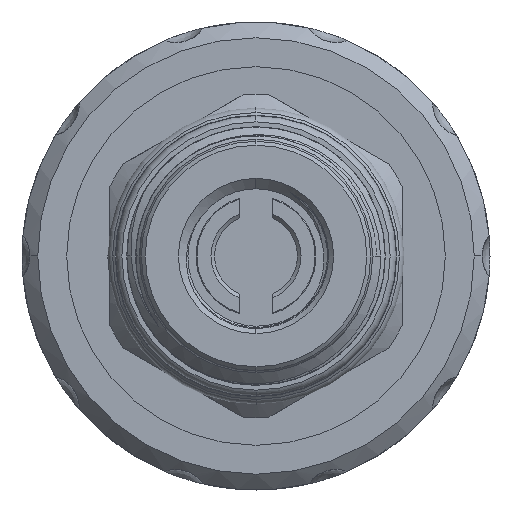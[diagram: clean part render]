
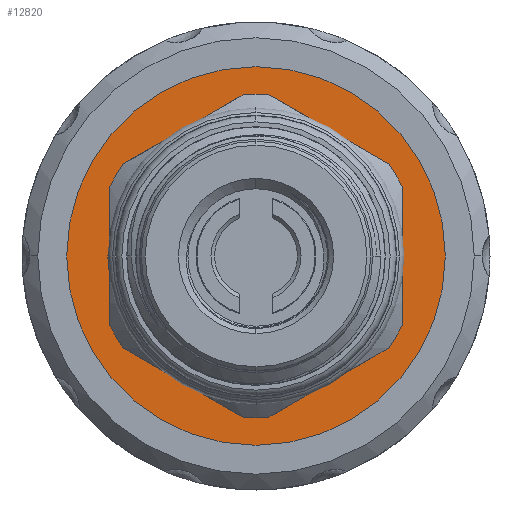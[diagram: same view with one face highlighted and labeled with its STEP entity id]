
A CAD part, left-side view. The second image highlights one B-rep face of the part: STEP entity #12820.
In plain terms, the highlighted planar face has unit normal (-1, 0, 0).
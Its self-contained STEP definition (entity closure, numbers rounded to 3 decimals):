
#210 = VERTEX_POINT ( 'NONE', #7021 ) ;
#304 = EDGE_CURVE ( 'NONE', #1359, #7084, #12705, .T. ) ;
#433 = DIRECTION ( 'NONE',  ( 0., -1., 0. ) ) ;
#550 = CIRCLE ( 'NONE', #6108, 11.11 ) ;
#817 = EDGE_CURVE ( 'NONE', #8689, #13103, #3382, .T. ) ;
#953 = VERTEX_POINT ( 'NONE', #7787 ) ;
#974 = CARTESIAN_POINT ( 'NONE',  ( 0., 0., 0. ) ) ;
#978 = ORIENTED_EDGE ( 'NONE', *, *, #9787, .T. ) ;
#1178 = DIRECTION ( 'NONE',  ( 1., 0., 0. ) ) ;
#1359 = VERTEX_POINT ( 'NONE', #15145 ) ;
#1606 = AXIS2_PLACEMENT_3D ( 'NONE', #11220, #13700, #3248 ) ;
#2124 = ORIENTED_EDGE ( 'NONE', *, *, #8929, .T. ) ;
#2491 = CARTESIAN_POINT ( 'NONE',  ( 0., -5.555, -9.622 ) ) ;
#2795 = AXIS2_PLACEMENT_3D ( 'NONE', #7467, #5073, #11318 ) ;
#2872 = EDGE_LOOP ( 'NONE', ( #11968, #4351, #3376, #14556, #9889, #978 ) ) ;
#2918 = CARTESIAN_POINT ( 'NONE',  ( 0., 0., 0. ) ) ;
#3118 = CARTESIAN_POINT ( 'NONE',  ( 0., 0., -14.4 ) ) ;
#3126 = CIRCLE ( 'NONE', #8316, 14.4 ) ;
#3248 = DIRECTION ( 'NONE',  ( 0., -1., 0. ) ) ;
#3375 = EDGE_CURVE ( 'NONE', #13103, #6089, #9216, .T. ) ;
#3376 = ORIENTED_EDGE ( 'NONE', *, *, #13108, .T. ) ;
#3382 = CIRCLE ( 'NONE', #10130, 11.11 ) ;
#3458 = DIRECTION ( 'NONE',  ( 0., 0., 1. ) ) ;
#3808 = EDGE_CURVE ( 'NONE', #10685, #953, #3126, .T. ) ;
#3818 = DIRECTION ( 'NONE',  ( -1., 0., 0. ) ) ;
#4196 = FACE_OUTER_BOUND ( 'NONE', #10922, .T. ) ;
#4351 = ORIENTED_EDGE ( 'NONE', *, *, #3375, .T. ) ;
#4904 = DIRECTION ( 'NONE',  ( 0., -1., 0. ) ) ;
#5073 = DIRECTION ( 'NONE',  ( 1., 0., 0. ) ) ;
#6089 = VERTEX_POINT ( 'NONE', #9930 ) ;
#6108 = AXIS2_PLACEMENT_3D ( 'NONE', #7662, #1178, #14103 ) ;
#6258 = CARTESIAN_POINT ( 'NONE',  ( 0., 0., 0. ) ) ;
#7021 = CARTESIAN_POINT ( 'NONE',  ( 0., -5.555, 9.622 ) ) ;
#7084 = VERTEX_POINT ( 'NONE', #12683 ) ;
#7371 = CARTESIAN_POINT ( 'NONE',  ( 0., 0., 0. ) ) ;
#7467 = CARTESIAN_POINT ( 'NONE',  ( 0., 0., 0. ) ) ;
#7612 = FACE_BOUND ( 'NONE', #2872, .T. ) ;
#7662 = CARTESIAN_POINT ( 'NONE',  ( 0., 0., 0. ) ) ;
#7787 = CARTESIAN_POINT ( 'NONE',  ( 0., 0., 14.4 ) ) ;
#8316 = AXIS2_PLACEMENT_3D ( 'NONE', #2918, #15859, #11838 ) ;
#8689 = VERTEX_POINT ( 'NONE', #10080 ) ;
#8724 = DIRECTION ( 'NONE',  ( -1., 0., 0. ) ) ;
#8929 = EDGE_CURVE ( 'NONE', #953, #10685, #12469, .T. ) ;
#9216 = CIRCLE ( 'NONE', #1606, 11.11 ) ;
#9630 = DIRECTION ( 'NONE',  ( 1., 0., 0. ) ) ;
#9787 = EDGE_CURVE ( 'NONE', #210, #8689, #14154, .T. ) ;
#9889 = ORIENTED_EDGE ( 'NONE', *, *, #10073, .T. ) ;
#9930 = CARTESIAN_POINT ( 'NONE',  ( 0., 5.555, -9.622 ) ) ;
#10073 = EDGE_CURVE ( 'NONE', #7084, #210, #15551, .T. ) ;
#10080 = CARTESIAN_POINT ( 'NONE',  ( 0., -11.11, 0. ) ) ;
#10130 = AXIS2_PLACEMENT_3D ( 'NONE', #7371, #16367, #4904 ) ;
#10188 = ORIENTED_EDGE ( 'NONE', *, *, #3808, .T. ) ;
#10685 = VERTEX_POINT ( 'NONE', #3118 ) ;
#10922 = EDGE_LOOP ( 'NONE', ( #10188, #2124 ) ) ;
#11220 = CARTESIAN_POINT ( 'NONE',  ( 0., 0., 0. ) ) ;
#11318 = DIRECTION ( 'NONE',  ( 0., -1., 0. ) ) ;
#11564 = CARTESIAN_POINT ( 'NONE',  ( 0., 0., 0. ) ) ;
#11828 = AXIS2_PLACEMENT_3D ( 'NONE', #11564, #3818, #12856 ) ;
#11838 = DIRECTION ( 'NONE',  ( 0., 0., 1. ) ) ;
#11968 = ORIENTED_EDGE ( 'NONE', *, *, #817, .T. ) ;
#12469 = CIRCLE ( 'NONE', #11828, 14.4 ) ;
#12516 = DIRECTION ( 'NONE',  ( 0., -1., 0. ) ) ;
#12538 = PLANE ( 'NONE',  #14113 ) ;
#12683 = CARTESIAN_POINT ( 'NONE',  ( 0., 5.555, 9.622 ) ) ;
#12705 = CIRCLE ( 'NONE', #2795, 11.11 ) ;
#12752 = DIRECTION ( 'NONE',  ( 1., 0., 0. ) ) ;
#12820 = ADVANCED_FACE ( 'NONE', ( #7612, #4196 ), #12538, .T. ) ;
#12856 = DIRECTION ( 'NONE',  ( 0., 0., 1. ) ) ;
#13103 = VERTEX_POINT ( 'NONE', #2491 ) ;
#13108 = EDGE_CURVE ( 'NONE', #6089, #1359, #550, .T. ) ;
#13700 = DIRECTION ( 'NONE',  ( 1., 0., 0. ) ) ;
#14103 = DIRECTION ( 'NONE',  ( 0., -1., 0. ) ) ;
#14113 = AXIS2_PLACEMENT_3D ( 'NONE', #974, #8724, #3458 ) ;
#14154 = CIRCLE ( 'NONE', #14947, 11.11 ) ;
#14556 = ORIENTED_EDGE ( 'NONE', *, *, #304, .T. ) ;
#14882 = CARTESIAN_POINT ( 'NONE',  ( 0., 0., 0. ) ) ;
#14947 = AXIS2_PLACEMENT_3D ( 'NONE', #6258, #12752, #12516 ) ;
#15145 = CARTESIAN_POINT ( 'NONE',  ( 0., 11.11, 0. ) ) ;
#15551 = CIRCLE ( 'NONE', #16107, 11.11 ) ;
#15859 = DIRECTION ( 'NONE',  ( -1., 0., 0. ) ) ;
#16107 = AXIS2_PLACEMENT_3D ( 'NONE', #14882, #9630, #433 ) ;
#16367 = DIRECTION ( 'NONE',  ( 1., 0., 0. ) ) ;
